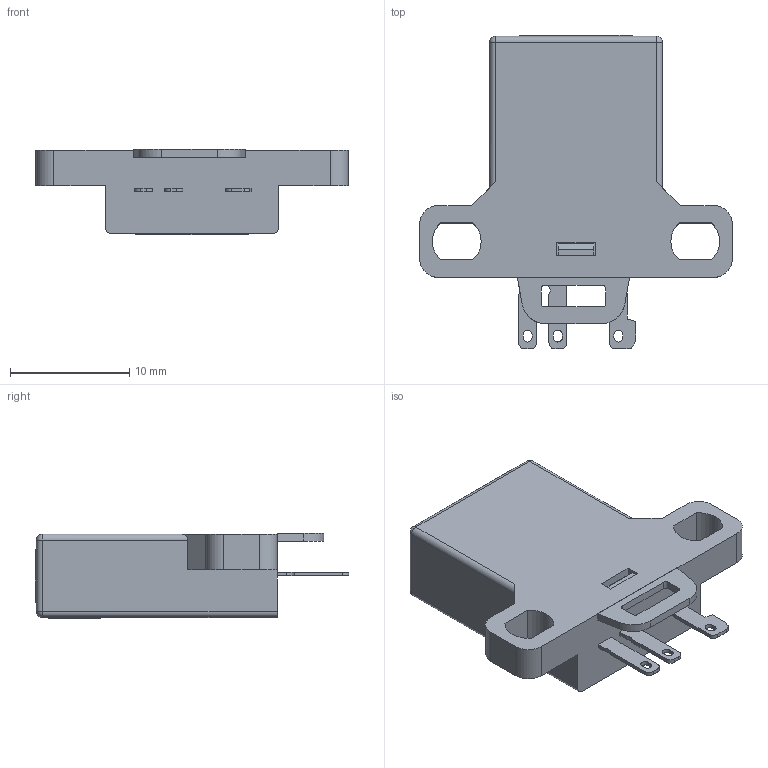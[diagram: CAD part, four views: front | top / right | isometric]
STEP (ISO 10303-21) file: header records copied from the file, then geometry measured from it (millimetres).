
FILE_DESCRIPTION(/* description */ (''),/* implementation_level */ '2;1');
FILE_NAME(/* name */ 'FPJ-U10.stp',/* time_stamp */ '2024-07-05T10:08:19+08:00',/* author */ (''),/* organization */ (''),/* preprocessor_version */ 'ST-DEVELOPER v14',/* originating_system */ 'SIEMENS PLM Software NX 8.0',/* authorisation */ '');
FILE_SCHEMA (('AUTOMOTIVE_DESIGN { 1 0 10303 214 3 1 1 1 }'));
Length unit declared in the file: millimetre
Products named in the file (1): DELL41001EBB4lx5
Bounding box: 26.2 x 26.3 x 7.17 mm (x, y, z)
Volume: 2205.6 mm3; surface area: 1423.1 mm2
Topology: 1 solids, 1 shells, 154 faces, 413 edges, 268 vertices
Faces by surface type: plane 109, cylinder 41, sphere 4
Entity records: 5180 total; most frequent: CARTESIAN_POINT 832, ORIENTED_EDGE 818, DIRECTION 801, EDGE_CURVE 409, LINE 327, VECTOR 327, VERTEX_POINT 268, AXIS2_PLACEMENT_3D 237
